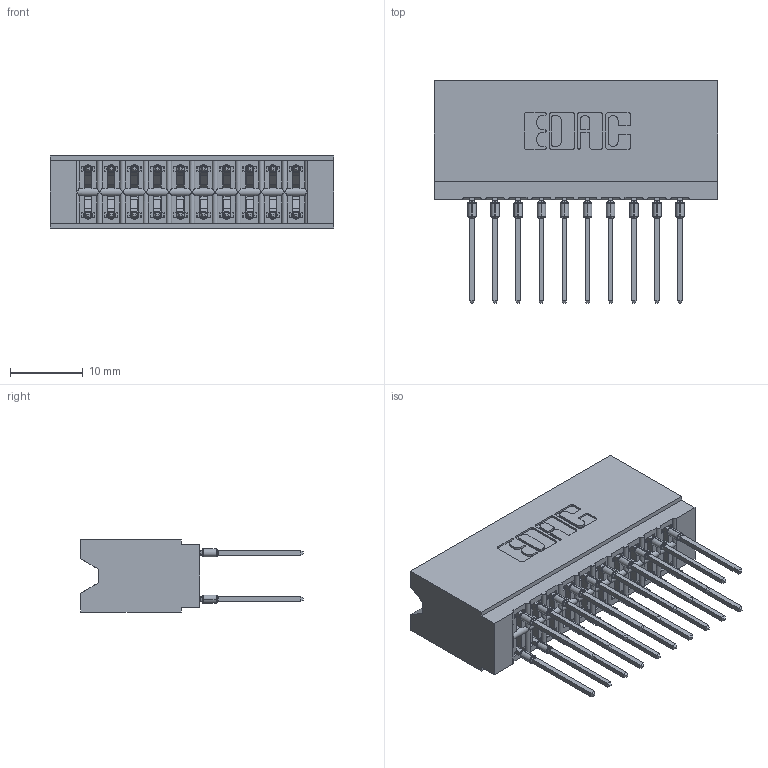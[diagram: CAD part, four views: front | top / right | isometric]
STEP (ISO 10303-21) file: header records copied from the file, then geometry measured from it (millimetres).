
FILE_DESCRIPTION (( 'STEP AP203' ), '1' );
FILE_NAME ('746-020-540-606.STEP', '2026-02-26T22:20:46', ( '' ), ( '' ), 'SwSTEP 2.0', 'SolidWorks 2023', '' );
FILE_SCHEMA (( 'CONFIG_CONTROL_DESIGN' ));
Length unit declared in the file: millimetre
Products named in the file (3): 746-292-001_540; 746 Part_.340 Slot Depth - 06; 746-020-540-606
Assembly tree (21 placements, depth 2):
  746-020-540-606
    746 Part_.340 Slot Depth - 06
    746-292-001_540  x20
Bounding box: 38.99 x 30.59 x 9.91 mm (x, y, z)
Volume: 4704 mm3; surface area: 6611.7 mm2
Topology: 21 solids, 21 shells, 1888 faces, 5185 edges, 3305 vertices
Faces by surface type: plane 976, bspline 400, cylinder 392, torus 120
Entity records: 19965 total; most frequent: CARTESIAN_POINT 4248, ORIENTED_EDGE 3340, DIRECTION 2844, EDGE_CURVE 1670, LINE 1386, VECTOR 1386, VERTEX_POINT 1101, AXIS2_PLACEMENT_3D 729
